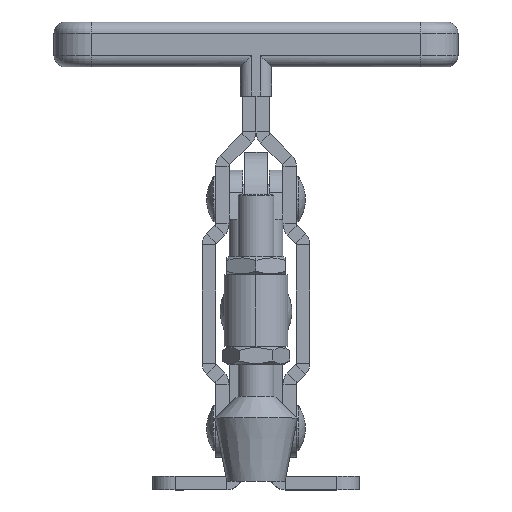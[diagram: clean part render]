
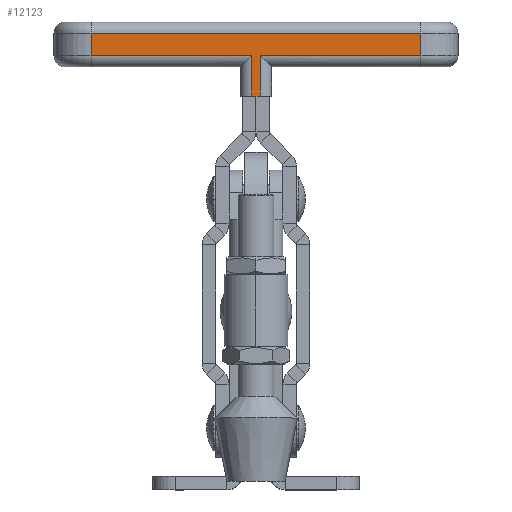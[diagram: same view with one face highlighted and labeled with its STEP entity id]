
A CAD part, top view. The second image highlights one B-rep face of the part: STEP entity #12123.
In plain terms, the highlighted face is planar.
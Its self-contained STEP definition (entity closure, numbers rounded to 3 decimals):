
#2136 = DIRECTION ( 'NONE',  ( 0., 0., -1. ) ) ;
#2139 = CARTESIAN_POINT ( 'NONE',  ( -36.75, 8.25, 16.5 ) ) ;
#2143 = CARTESIAN_POINT ( 'NONE',  ( 36.75, 8.25, 16.5 ) ) ;
#2144 = DIRECTION ( 'NONE',  ( 0., 0., -1. ) ) ;
#2160 = DIRECTION ( 'NONE',  ( 1., 0., 0. ) ) ;
#2164 = CARTESIAN_POINT ( 'NONE',  ( 36.75, 8.25, 14. ) ) ;
#2170 = CARTESIAN_POINT ( 'NONE',  ( -36.75, 8.25, 9. ) ) ;
#2171 = DIRECTION ( 'NONE',  ( -1., 0., 0. ) ) ;
#2172 = CARTESIAN_POINT ( 'NONE',  ( 1., 8.25, 16.5 ) ) ;
#2173 = DIRECTION ( 'NONE',  ( 0., 0., -1. ) ) ;
#2174 = CARTESIAN_POINT ( 'NONE',  ( -36.75, 8.25, 0. ) ) ;
#2175 = DIRECTION ( 'NONE',  ( -1., 0., 0. ) ) ;
#2176 = CARTESIAN_POINT ( 'NONE',  ( -1., 8.25, 16.5 ) ) ;
#2177 = DIRECTION ( 'NONE',  ( 0., 0., 1. ) ) ;
#2178 = CARTESIAN_POINT ( 'NONE',  ( -36.75, 8.25, 9. ) ) ;
#2179 = DIRECTION ( 'NONE',  ( -1., 0., 0. ) ) ;
#4740 = VERTEX_POINT ( 'NONE', #8325 ) ;
#4756 = VERTEX_POINT ( 'NONE', #8353 ) ;
#4760 = VERTEX_POINT ( 'NONE', #8360 ) ;
#4797 = VERTEX_POINT ( 'NONE', #8425 ) ;
#4829 = VERTEX_POINT ( 'NONE', #8479 ) ;
#4878 = VERTEX_POINT ( 'NONE', #8557 ) ;
#4942 = VERTEX_POINT ( 'NONE', #8654 ) ;
#8194 = EDGE_CURVE ( 'NONE', #4756, #4942, #19441, .T. ) ;
#8204 = EDGE_CURVE ( 'NONE', #4760, #4740, #19462, .T. ) ;
#8206 = EDGE_CURVE ( 'NONE', #4756, #4760, #19465, .T. ) ;
#8207 = EDGE_CURVE ( 'NONE', #4740, #4797, #19466, .T. ) ;
#8208 = EDGE_CURVE ( 'NONE', #4797, #4878, #19468, .T. ) ;
#8209 = EDGE_CURVE ( 'NONE', #4878, #4829, #19471, .T. ) ;
#8210 = EDGE_CURVE ( 'NONE', #4829, #23443, #19473, .T. ) ;
#8211 = EDGE_CURVE ( 'NONE', #23443, #4942, #19475, .T. ) ;
#8325 = CARTESIAN_POINT ( 'NONE',  ( 36.75, 8.25, 9. ) ) ;
#8353 = CARTESIAN_POINT ( 'NONE',  ( -36.75, 8.25, 14. ) ) ;
#8360 = CARTESIAN_POINT ( 'NONE',  ( 36.75, 8.25, 14. ) ) ;
#8425 = CARTESIAN_POINT ( 'NONE',  ( 1., 8.25, 9. ) ) ;
#8479 = CARTESIAN_POINT ( 'NONE',  ( -1., 8.25, 0. ) ) ;
#8557 = CARTESIAN_POINT ( 'NONE',  ( 1., 8.25, 0. ) ) ;
#8654 = CARTESIAN_POINT ( 'NONE',  ( -36.75, 8.25, 9. ) ) ;
#9264 = AXIS2_PLACEMENT_3D ( 'NONE', #15031, #15039, #15040 ) ;
#11436 = ORIENTED_EDGE ( 'NONE', *, *, #8194, .F. ) ;
#11437 = ORIENTED_EDGE ( 'NONE', *, *, #8206, .T. ) ;
#11438 = ORIENTED_EDGE ( 'NONE', *, *, #8204, .T. ) ;
#11439 = ORIENTED_EDGE ( 'NONE', *, *, #8207, .T. ) ;
#11440 = ORIENTED_EDGE ( 'NONE', *, *, #8208, .T. ) ;
#11441 = ORIENTED_EDGE ( 'NONE', *, *, #8209, .T. ) ;
#11442 = ORIENTED_EDGE ( 'NONE', *, *, #8210, .T. ) ;
#11443 = ORIENTED_EDGE ( 'NONE', *, *, #8211, .T. ) ;
#12123 = ADVANCED_FACE ( 'NONE', ( #19997 ), #15036, .F. ) ;
#15031 = CARTESIAN_POINT ( 'NONE',  ( -36.75, 8.25, 16.5 ) ) ;
#15036 = PLANE ( 'NONE',  #9264 ) ;
#15039 = DIRECTION ( 'NONE',  ( 0., -1., 0. ) ) ;
#15040 = DIRECTION ( 'NONE',  ( 1., 0., 0. ) ) ;
#19441 = LINE ( 'NONE', #2139, #19446 ) ;
#19446 = VECTOR ( 'NONE', #2136, 1000. ) ;
#19462 = LINE ( 'NONE', #2143, #19464 ) ;
#19464 = VECTOR ( 'NONE', #2144, 1000. ) ;
#19465 = LINE ( 'NONE', #2164, #19467 ) ;
#19466 = LINE ( 'NONE', #2170, #19469 ) ;
#19467 = VECTOR ( 'NONE', #2160, 1000. ) ;
#19468 = LINE ( 'NONE', #2172, #19472 ) ;
#19469 = VECTOR ( 'NONE', #2171, 1000. ) ;
#19471 = LINE ( 'NONE', #2174, #19474 ) ;
#19472 = VECTOR ( 'NONE', #2173, 1000. ) ;
#19473 = LINE ( 'NONE', #2176, #19476 ) ;
#19474 = VECTOR ( 'NONE', #2175, 1000. ) ;
#19475 = LINE ( 'NONE', #2178, #19478 ) ;
#19476 = VECTOR ( 'NONE', #2177, 1000. ) ;
#19478 = VECTOR ( 'NONE', #2179, 1000. ) ;
#19997 = FACE_OUTER_BOUND ( 'NONE', #25035, .T. ) ;
#23443 = VERTEX_POINT ( 'NONE', #29186 ) ;
#25035 = EDGE_LOOP ( 'NONE', ( #11436, #11437, #11438, #11439, #11440, #11441, #11442, #11443 ) ) ;
#29186 = CARTESIAN_POINT ( 'NONE',  ( -1., 8.25, 9. ) ) ;
